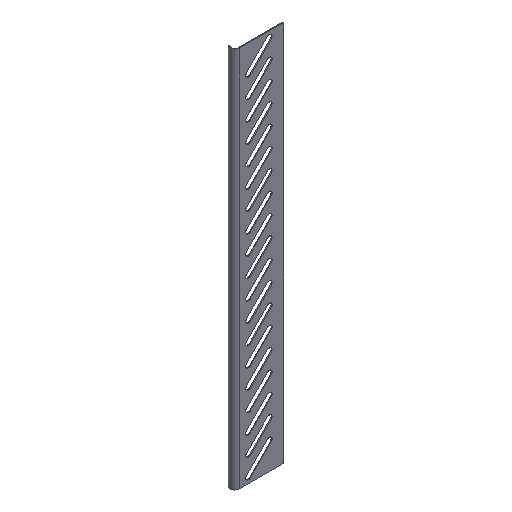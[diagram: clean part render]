
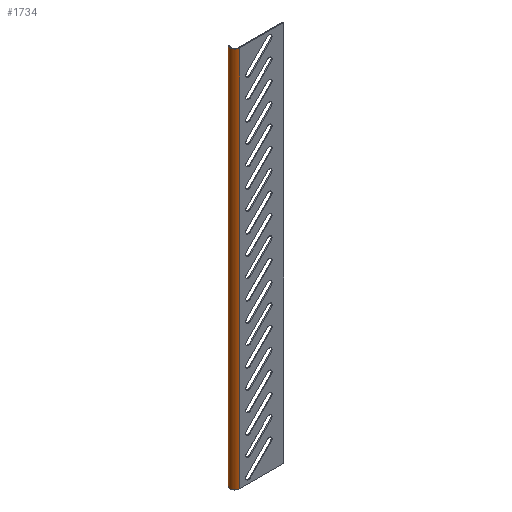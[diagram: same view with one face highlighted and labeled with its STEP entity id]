
A CAD part, isometric view. The second image highlights one B-rep face of the part: STEP entity #1734.
In plain terms, the highlighted cylindrical face has radius 6 mm (diameter 12 mm), a partial arc.
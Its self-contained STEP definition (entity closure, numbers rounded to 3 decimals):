
#368=CARTESIAN_POINT('',(-57.,6.,-21.5));
#369=DIRECTION('',(0.,0.,-1.));
#370=DIRECTION('',(0.,-1.,0.));
#371=AXIS2_PLACEMENT_3D('',#368,#369,#370);
#373=DIRECTION('',(0.,0.,1.));
#374=VECTOR('',#373,493.);
#375=CARTESIAN_POINT('',(-61.243,10.243,-21.5));
#376=LINE('',#375,#374);
#377=CARTESIAN_POINT('',(-57.,6.,471.5));
#378=DIRECTION('',(0.,0.,1.));
#379=DIRECTION('',(-0.707,0.707,0.));
#380=AXIS2_PLACEMENT_3D('',#377,#378,#379);
#382=DIRECTION('',(0.,0.,-1.));
#383=VECTOR('',#382,493.);
#384=CARTESIAN_POINT('',(-57.,0.,471.5));
#385=LINE('',#384,#383);
#1135=CARTESIAN_POINT('',(-57.,0.,-21.5));
#1137=VERTEX_POINT('',#1135);
#1140=CARTESIAN_POINT('',(-61.243,10.243,-21.5));
#1142=VERTEX_POINT('',#1140);
#1176=CARTESIAN_POINT('',(-57.,0.,471.5));
#1178=VERTEX_POINT('',#1176);
#1183=CARTESIAN_POINT('',(-61.243,10.243,471.5));
#1185=VERTEX_POINT('',#1183);
#1721=CARTESIAN_POINT('',(-57.,6.,21.5));
#1722=DIRECTION('',(0.,0.,-1.));
#1723=DIRECTION('',(-1.,0.,0.));
#1724=AXIS2_PLACEMENT_3D('',#1721,#1722,#1723);
#1725=CYLINDRICAL_SURFACE('',#1724,6.);
#1726=ORIENTED_EDGE('',*,*,#1494,.T.);
#1728=ORIENTED_EDGE('',*,*,#1727,.T.);
#1730=ORIENTED_EDGE('',*,*,#1729,.T.);
#1731=ORIENTED_EDGE('',*,*,#1520,.T.);
#1732=EDGE_LOOP('',(#1726,#1728,#1730,#1731));
#1733=FACE_OUTER_BOUND('',#1732,.F.);
#1734=ADVANCED_FACE('',(#1733),#1725,.T.);
#372=CIRCLE('',#371,6.);
#381=CIRCLE('',#380,6.);
#1494=EDGE_CURVE('',#1137,#1142,#372,.T.);
#1520=EDGE_CURVE('',#1178,#1137,#385,.T.);
#1727=EDGE_CURVE('',#1142,#1185,#376,.T.);
#1729=EDGE_CURVE('',#1185,#1178,#381,.T.);
